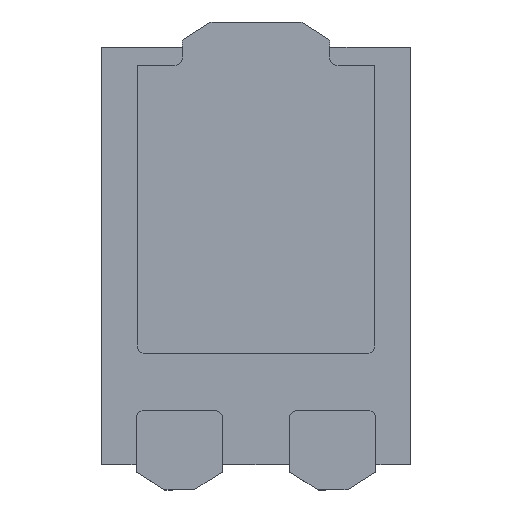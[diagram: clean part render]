
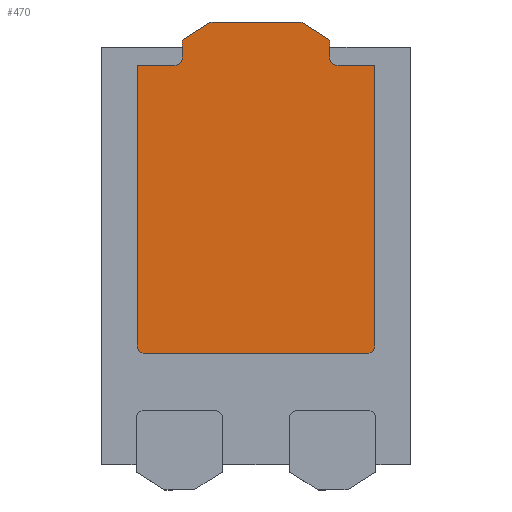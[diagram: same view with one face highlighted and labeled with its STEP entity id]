
A CAD part, front view. The second image highlights one B-rep face of the part: STEP entity #470.
In plain terms, the highlighted planar face has unit normal (0, -1, 0).
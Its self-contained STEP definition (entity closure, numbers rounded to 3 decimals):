
#53 = EDGE_LOOP ( 'NONE', ( #362, #1604, #79, #260, #1651, #1943, #168, #1728, #1435, #299, #630, #830, #1465, #1748 ) ) ;
#58 = CARTESIAN_POINT ( 'NONE',  ( 1.025, 0., 3. ) ) ;
#68 = VECTOR ( 'NONE', #1866, 1000. ) ;
#79 = ORIENTED_EDGE ( 'NONE', *, *, #1840, .F. ) ;
#82 = VERTEX_POINT ( 'NONE', #1275 ) ;
#89 = VECTOR ( 'NONE', #894, 1000. ) ;
#99 = EDGE_CURVE ( 'NONE', #1807, #1516, #1623, .T. ) ;
#112 = LINE ( 'NONE', #2084, #350 ) ;
#137 = LINE ( 'NONE', #1931, #626 ) ;
#143 = EDGE_CURVE ( 'NONE', #826, #1397, #2063, .T. ) ;
#168 = ORIENTED_EDGE ( 'NONE', *, *, #143, .F. ) ;
#191 = CARTESIAN_POINT ( 'NONE',  ( -1.55, 0., -1.35 ) ) ;
#227 = EDGE_CURVE ( 'NONE', #1541, #1920, #385, .T. ) ;
#250 = VECTOR ( 'NONE', #1606, 1000. ) ;
#260 = ORIENTED_EDGE ( 'NONE', *, *, #1658, .F. ) ;
#263 = CARTESIAN_POINT ( 'NONE',  ( 1.025, 0., 2.75 ) ) ;
#271 = DIRECTION ( 'NONE',  ( 0., 1., 0. ) ) ;
#288 = CARTESIAN_POINT ( 'NONE',  ( -1.125, 0., 2.75 ) ) ;
#291 = LINE ( 'NONE', #2077, #785 ) ;
#299 = ORIENTED_EDGE ( 'NONE', *, *, #99, .F. ) ;
#316 = EDGE_CURVE ( 'NONE', #82, #1884, #542, .T. ) ;
#317 = CARTESIAN_POINT ( 'NONE',  ( 0.625, 0., 3.25 ) ) ;
#346 = DIRECTION ( 'NONE',  ( 0., 1., 0. ) ) ;
#348 = DIRECTION ( 'NONE',  ( 0., -1., 0. ) ) ;
#350 = VECTOR ( 'NONE', #1440, 1000. ) ;
#357 = CARTESIAN_POINT ( 'NONE',  ( -1.025, 0., 2.75 ) ) ;
#362 = ORIENTED_EDGE ( 'NONE', *, *, #1672, .F. ) ;
#385 = CIRCLE ( 'NONE', #698, 0.1 ) ;
#422 = CARTESIAN_POINT ( 'NONE',  ( -1.65, 0., -1.25 ) ) ;
#450 = EDGE_CURVE ( 'NONE', #1884, #722, #511, .T. ) ;
#470 = ADVANCED_FACE ( 'NONE', ( #1847 ), #787, .F. ) ;
#508 = CARTESIAN_POINT ( 'NONE',  ( 1.55, 0., -1.35 ) ) ;
#511 = LINE ( 'NONE', #1782, #250 ) ;
#523 = AXIS2_PLACEMENT_3D ( 'NONE', #1471, #346, #1969 ) ;
#542 = LINE ( 'NONE', #1033, #740 ) ;
#586 = CARTESIAN_POINT ( 'NONE',  ( -1.125, 0., 2.65 ) ) ;
#602 = VECTOR ( 'NONE', #1836, 1000. ) ;
#621 = DIRECTION ( 'NONE',  ( 0., 0., 1. ) ) ;
#623 = AXIS2_PLACEMENT_3D ( 'NONE', #1251, #1416, #833 ) ;
#626 = VECTOR ( 'NONE', #1462, 1000. ) ;
#630 = ORIENTED_EDGE ( 'NONE', *, *, #1515, .F. ) ;
#647 = DIRECTION ( 'NONE',  ( 0., 1., 0. ) ) ;
#658 = DIRECTION ( 'NONE',  ( 0.848, 0., -0.53 ) ) ;
#671 = CARTESIAN_POINT ( 'NONE',  ( -1.125, 0., 2.75 ) ) ;
#677 = LINE ( 'NONE', #586, #89 ) ;
#698 = AXIS2_PLACEMENT_3D ( 'NONE', #671, #348, #1667 ) ;
#722 = VERTEX_POINT ( 'NONE', #1832 ) ;
#740 = VECTOR ( 'NONE', #873, 1000. ) ;
#757 = LINE ( 'NONE', #1852, #68 ) ;
#781 = DIRECTION ( 'NONE',  ( -1., 0., 0. ) ) ;
#785 = VECTOR ( 'NONE', #621, 1000. ) ;
#787 = PLANE ( 'NONE',  #2101 ) ;
#812 = DIRECTION ( 'NONE',  ( 1., 0., 0. ) ) ;
#826 = VERTEX_POINT ( 'NONE', #2003 ) ;
#830 = ORIENTED_EDGE ( 'NONE', *, *, #1994, .F. ) ;
#833 = DIRECTION ( 'NONE',  ( 1., 0., 0. ) ) ;
#873 = DIRECTION ( 'NONE',  ( 0.848, 0., 0.53 ) ) ;
#894 = DIRECTION ( 'NONE',  ( 1., 0., 0. ) ) ;
#896 = AXIS2_PLACEMENT_3D ( 'NONE', #1295, #647, #812 ) ;
#909 = CARTESIAN_POINT ( 'NONE',  ( 1.125, 0., 2.65 ) ) ;
#969 = CIRCLE ( 'NONE', #523, 0.1 ) ;
#991 = LINE ( 'NONE', #995, #602 ) ;
#995 = CARTESIAN_POINT ( 'NONE',  ( -1.125, 0., 2.65 ) ) ;
#1004 = VERTEX_POINT ( 'NONE', #422 ) ;
#1033 = CARTESIAN_POINT ( 'NONE',  ( -1.025, 0., 3. ) ) ;
#1139 = VECTOR ( 'NONE', #1192, 1000. ) ;
#1188 = VERTEX_POINT ( 'NONE', #191 ) ;
#1192 = DIRECTION ( 'NONE',  ( 0., 0., -1. ) ) ;
#1194 = VECTOR ( 'NONE', #658, 1000. ) ;
#1220 = CARTESIAN_POINT ( 'NONE',  ( -1.125, 0., 2.65 ) ) ;
#1225 = LINE ( 'NONE', #2014, #1139 ) ;
#1251 = CARTESIAN_POINT ( 'NONE',  ( 1.125, 0., 2.75 ) ) ;
#1275 = CARTESIAN_POINT ( 'NONE',  ( -1.025, 0., 3. ) ) ;
#1295 = CARTESIAN_POINT ( 'NONE',  ( 1.55, 0., -1.25 ) ) ;
#1301 = LINE ( 'NONE', #317, #1194 ) ;
#1346 = EDGE_CURVE ( 'NONE', #1188, #1004, #969, .T. ) ;
#1397 = VERTEX_POINT ( 'NONE', #508 ) ;
#1416 = DIRECTION ( 'NONE',  ( 0., -1., 0. ) ) ;
#1435 = ORIENTED_EDGE ( 'NONE', *, *, #1883, .F. ) ;
#1440 = DIRECTION ( 'NONE',  ( 0., 0., 1. ) ) ;
#1458 = EDGE_CURVE ( 'NONE', #1397, #1188, #757, .T. ) ;
#1462 = DIRECTION ( 'NONE',  ( 0., 0., -1. ) ) ;
#1465 = ORIENTED_EDGE ( 'NONE', *, *, #450, .F. ) ;
#1471 = CARTESIAN_POINT ( 'NONE',  ( -1.55, 0., -1.25 ) ) ;
#1515 = EDGE_CURVE ( 'NONE', #2072, #1807, #1225, .T. ) ;
#1516 = VERTEX_POINT ( 'NONE', #909 ) ;
#1524 = VERTEX_POINT ( 'NONE', #1698 ) ;
#1541 = VERTEX_POINT ( 'NONE', #1220 ) ;
#1581 = CARTESIAN_POINT ( 'NONE',  ( -1.65, 0., 2.65 ) ) ;
#1604 = ORIENTED_EDGE ( 'NONE', *, *, #227, .F. ) ;
#1606 = DIRECTION ( 'NONE',  ( 1., 0., 0. ) ) ;
#1623 = CIRCLE ( 'NONE', #623, 0.1 ) ;
#1651 = ORIENTED_EDGE ( 'NONE', *, *, #1346, .F. ) ;
#1658 = EDGE_CURVE ( 'NONE', #1004, #1827, #112, .T. ) ;
#1667 = DIRECTION ( 'NONE',  ( 1., 0., 0. ) ) ;
#1672 = EDGE_CURVE ( 'NONE', #1920, #82, #291, .T. ) ;
#1698 = CARTESIAN_POINT ( 'NONE',  ( 1.65, 0., 2.65 ) ) ;
#1728 = ORIENTED_EDGE ( 'NONE', *, *, #1794, .F. ) ;
#1748 = ORIENTED_EDGE ( 'NONE', *, *, #316, .F. ) ;
#1782 = CARTESIAN_POINT ( 'NONE',  ( -1.125, 0., 3.25 ) ) ;
#1794 = EDGE_CURVE ( 'NONE', #1524, #826, #137, .T. ) ;
#1807 = VERTEX_POINT ( 'NONE', #263 ) ;
#1827 = VERTEX_POINT ( 'NONE', #1581 ) ;
#1832 = CARTESIAN_POINT ( 'NONE',  ( 0.625, 0., 3.25 ) ) ;
#1836 = DIRECTION ( 'NONE',  ( 1., 0., 0. ) ) ;
#1840 = EDGE_CURVE ( 'NONE', #1827, #1541, #677, .T. ) ;
#1847 = FACE_OUTER_BOUND ( 'NONE', #53, .T. ) ;
#1852 = CARTESIAN_POINT ( 'NONE',  ( -1.125, 0., -1.35 ) ) ;
#1866 = DIRECTION ( 'NONE',  ( -1., 0., 0. ) ) ;
#1883 = EDGE_CURVE ( 'NONE', #1516, #1524, #991, .T. ) ;
#1884 = VERTEX_POINT ( 'NONE', #1981 ) ;
#1920 = VERTEX_POINT ( 'NONE', #357 ) ;
#1931 = CARTESIAN_POINT ( 'NONE',  ( 1.65, 0., 2.75 ) ) ;
#1943 = ORIENTED_EDGE ( 'NONE', *, *, #1458, .F. ) ;
#1969 = DIRECTION ( 'NONE',  ( 1., 0., 0. ) ) ;
#1981 = CARTESIAN_POINT ( 'NONE',  ( -0.625, 0., 3.25 ) ) ;
#1994 = EDGE_CURVE ( 'NONE', #722, #2072, #1301, .T. ) ;
#2003 = CARTESIAN_POINT ( 'NONE',  ( 1.65, 0., -1.25 ) ) ;
#2014 = CARTESIAN_POINT ( 'NONE',  ( 1.025, 0., 2.75 ) ) ;
#2063 = CIRCLE ( 'NONE', #896, 0.1 ) ;
#2072 = VERTEX_POINT ( 'NONE', #58 ) ;
#2077 = CARTESIAN_POINT ( 'NONE',  ( -1.025, 0., 2.75 ) ) ;
#2084 = CARTESIAN_POINT ( 'NONE',  ( -1.65, 0., 2.75 ) ) ;
#2101 = AXIS2_PLACEMENT_3D ( 'NONE', #288, #271, #781 ) ;
